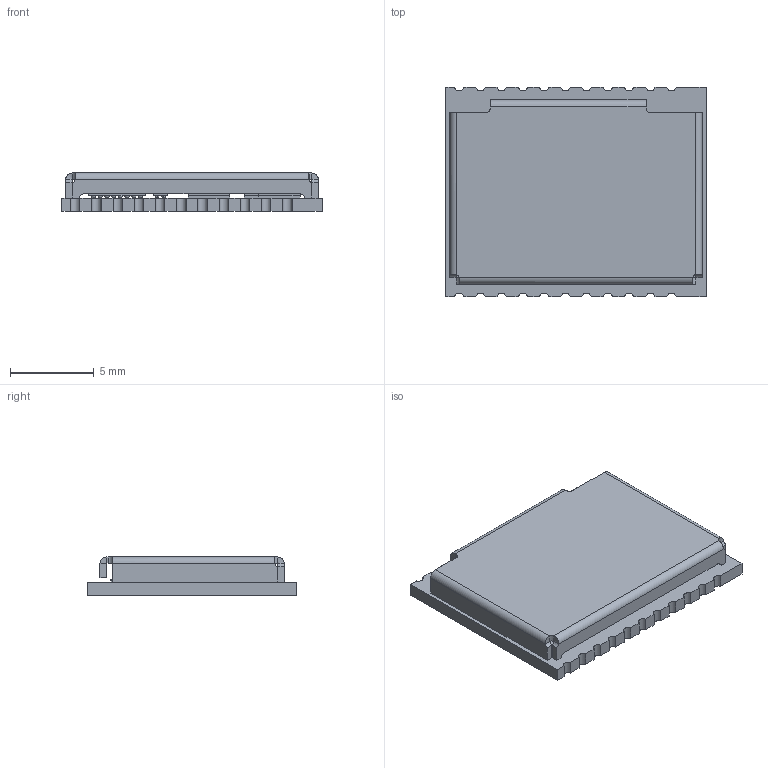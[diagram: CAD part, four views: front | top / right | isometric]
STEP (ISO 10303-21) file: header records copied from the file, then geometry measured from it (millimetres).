
FILE_DESCRIPTION(('Open CASCADE Model'),'2;1');
FILE_NAME('Open CASCADE Shape Model','2022-04-12T17:18:38',('Author'),( 'Open CASCADE'),'Open CASCADE STEP processor 6.8','Open CASCADE 6.8' ,'Unknown');
FILE_SCHEMA(('AUTOMOTIVE_DESIGN { 1 0 10303 214 1 1 1 1 }'));
Length unit declared in the file: millimetre
Products named in the file (16): PCB; Board; Open CASCADE STEP translator 6.8 4.1.1; Open CASCADE STEP translator 6.8 4.1.1.1; U10; ST_LGA14L; U8; U2; SHLD1; Shield3; U3; ST_BGA64(WLCSP64); U4; TDK_InvenSense_ICP-10101(LGA10); U1; Memsic_BGA4(WLP)
Assembly tree (17 placements, depth 4):
  PCB
    Board
      Open CASCADE STEP translator 6.8 4.1.1
        Open CASCADE STEP translator 6.8 4.1.1.1
    U10
      ST_LGA14L
    U8
      ST_LGA14L
    U2
      ST_LGA14L
    SHLD1
      Shield3
    U3
      ST_BGA64(WLCSP64)
    U4
      TDK_InvenSense_ICP-10101(LGA10)
    U1
      Memsic_BGA4(WLP)
Bounding box: 15.57 x 12.5 x 2.28 mm (x, y, z)
Volume: 253.1 mm3; surface area: 997.9 mm2
Topology: 118 solids, 118 shells, 940 faces, 2375 edges, 1604 vertices
Faces by surface type: plane 669, sphere 140, cylinder 123, bspline 4, torus 4
Entity records: 19416 total; most frequent: CARTESIAN_POINT 3617, DIRECTION 2611, ORIENTED_EDGE 2602, EDGE_CURVE 1301, VERTEX_POINT 984, AXIS2_PLACEMENT_3D 922, LINE 767, VECTOR 767
